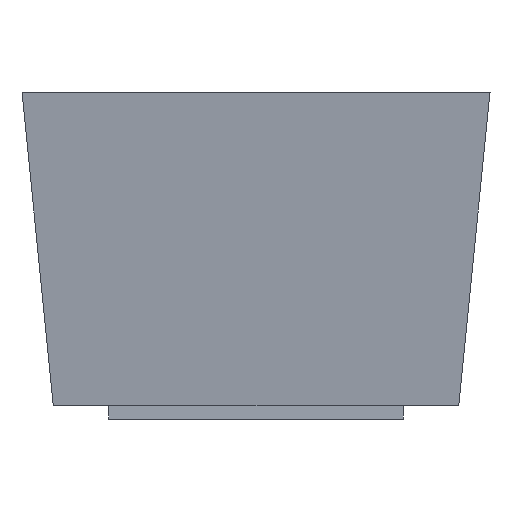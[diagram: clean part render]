
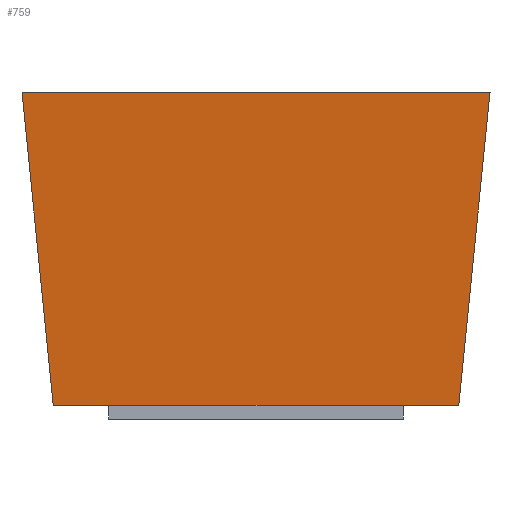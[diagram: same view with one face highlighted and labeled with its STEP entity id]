
A CAD part, front view. The second image highlights one B-rep face of the part: STEP entity #759.
In plain terms, the highlighted face is planar.
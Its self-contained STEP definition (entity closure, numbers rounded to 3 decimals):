
#169=FACE_OUTER_BOUND($,#219,.T.);
#219=EDGE_LOOP($,(#552,#553,#554,#555,#556,#557));
#304=LINE($,#1179,#348);
#307=LINE($,#1186,#351);
#308=LINE($,#1188,#352);
#309=LINE($,#1190,#353);
#310=LINE($,#1191,#354);
#311=LINE($,#1192,#355);
#348=VECTOR($,#930,212.);
#351=VECTOR($,#935,227.239);
#352=VECTOR($,#936,337.);
#353=VECTOR($,#937,227.239);
#354=VECTOR($,#938,40.);
#355=VECTOR($,#939,40.);
#391=VERTEX_POINT($,#1175);
#393=VERTEX_POINT($,#1178);
#395=VERTEX_POINT($,#1184);
#396=VERTEX_POINT($,#1185);
#397=VERTEX_POINT($,#1187);
#398=VERTEX_POINT($,#1189);
#460=EDGE_CURVE($,#391,#393,#304,.T.);
#463=EDGE_CURVE($,#395,#396,#307,.T.);
#464=EDGE_CURVE($,#395,#397,#308,.T.);
#465=EDGE_CURVE($,#398,#397,#309,.T.);
#466=EDGE_CURVE($,#393,#398,#310,.T.);
#467=EDGE_CURVE($,#396,#391,#311,.T.);
#552=ORIENTED_EDGE($,*,*,#463,.F.);
#553=ORIENTED_EDGE($,*,*,#464,.T.);
#554=ORIENTED_EDGE($,*,*,#465,.F.);
#555=ORIENTED_EDGE($,*,*,#466,.F.);
#556=ORIENTED_EDGE($,*,*,#460,.F.);
#557=ORIENTED_EDGE($,*,*,#467,.F.);
#727=PLANE($,#825);
#759=ADVANCED_FACE($,(#169),#727,.T.);
#825=AXIS2_PLACEMENT_3D($,#1183,#933,#934);
#930=DIRECTION($,(-1.,0.,0.));
#933=DIRECTION('center_axis',(0.,-0.1,
0.995));
#934=DIRECTION('ref_axis',(0.,-0.995,-0.1));
#935=DIRECTION($,(-0.099,-0.99,-0.099));
#936=DIRECTION($,(-1.,0.,0.));
#937=DIRECTION($,(-0.099,0.99,0.099));
#938=DIRECTION($,(-1.,0.,0.));
#939=DIRECTION($,(-1.,0.,0.));
#1175=CARTESIAN_POINT('',(-11.17,-54.911,67.5));
#1178=CARTESIAN_POINT('',(-223.17,-54.911,67.5));
#1179=CARTESIAN_POINT($,(-285.67,-54.911,67.5));
#1183=CARTESIAN_POINT('Origin',(-285.67,170.089,90.));
#1184=CARTESIAN_POINT('',(51.33,170.089,90.));
#1185=CARTESIAN_POINT('',(28.83,-54.911,67.5));
#1186=CARTESIAN_POINT($,(38.098,37.761,76.767));
#1187=CARTESIAN_POINT('',(-285.67,170.089,90.));
#1188=CARTESIAN_POINT($,(51.33,170.089,90.));
#1189=CARTESIAN_POINT('',(-263.17,-54.911,67.5));
#1190=CARTESIAN_POINT($,(-285.228,165.678,89.559));
#1191=CARTESIAN_POINT($,(-274.42,-54.911,67.5));
#1192=CARTESIAN_POINT($,(-148.42,-54.911,67.5));
